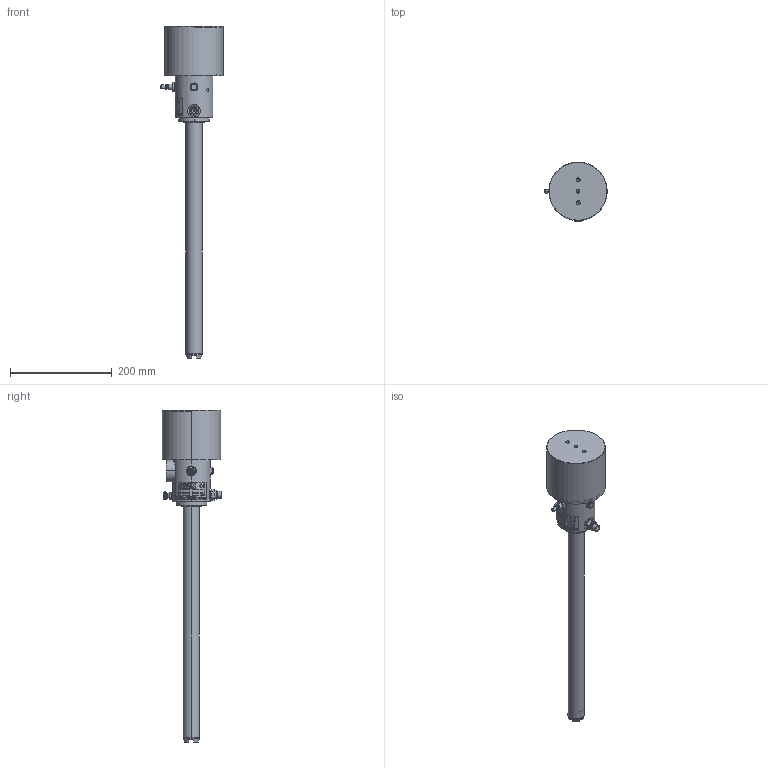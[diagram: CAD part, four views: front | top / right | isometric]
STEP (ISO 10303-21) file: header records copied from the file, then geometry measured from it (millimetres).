
FILE_DESCRIPTION((''),'2;1');
FILE_NAME('40362-00_SW0001','2025-12-09T11:33:06',('julian.egg'),(''),'CREO PARAMETRIC BY PTC INC, 2025323','CREO PARAMETRIC BY PTC INC, 2025323','');
FILE_SCHEMA(('CONFIG_CONTROL_DESIGN'));
Products named in the file (1): 40362-00_SW0001
Bounding box: 123.1 x 117.6 x 654 mm (x, y, z)
Volume: 863799.3 mm3; surface area: 256807.9 mm2
Topology: 1 solids, 4 shells, 3458 faces, 9475 edges, 6234 vertices
Faces by surface type: plane 1505, bspline 1400, cylinder 351, cone 124, torus 70, sphere 8
Entity records: 143701 total; most frequent: CARTESIAN_POINT 61127, ORIENTED_EDGE 18898, DIRECTION 13886, EDGE_CURVE 9449, VECTOR 6634, LINE 6634, VERTEX_POINT 6234, EDGE_LOOP 3715
